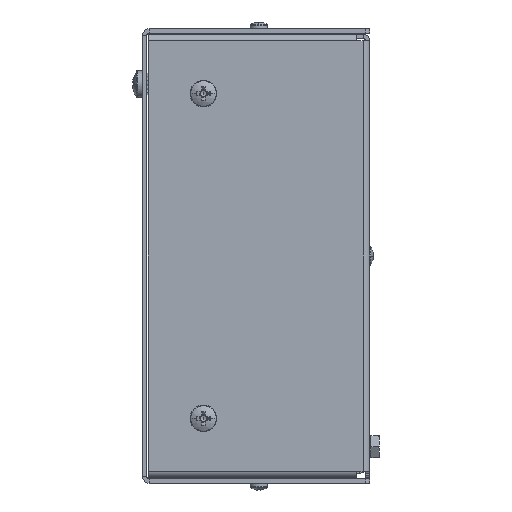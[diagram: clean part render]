
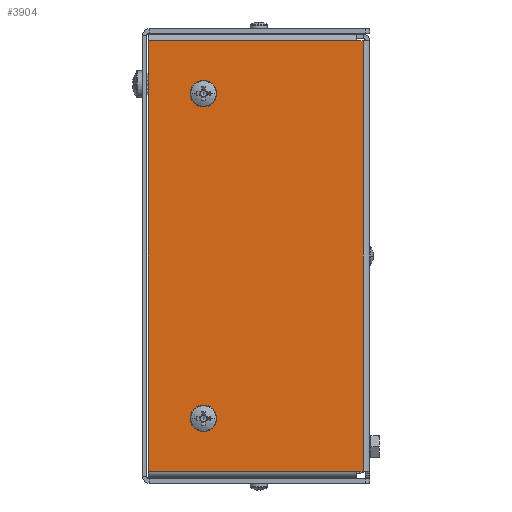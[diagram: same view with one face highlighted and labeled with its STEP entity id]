
A CAD part, left-side view. The second image highlights one B-rep face of the part: STEP entity #3904.
In plain terms, the highlighted planar face has unit normal (-1, 0, 0).
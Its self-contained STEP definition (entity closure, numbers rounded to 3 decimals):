
#30 = ORIENTED_EDGE ( 'NONE', *, *, #8460, .T. ) ;
#39 = CARTESIAN_POINT ( 'NONE',  ( -125., 75., 76.55 ) ) ;
#602 = LINE ( 'NONE', #19084, #21721 ) ;
#659 = VERTEX_POINT ( 'NONE', #17791 ) ;
#668 = EDGE_CURVE ( 'NONE', #5307, #21734, #5669, .T. ) ;
#1068 = ORIENTED_EDGE ( 'NONE', *, *, #668, .F. ) ;
#1602 = AXIS2_PLACEMENT_3D ( 'NONE', #27115, #16051, #13847 ) ;
#2001 = CARTESIAN_POINT ( 'NONE',  ( -125., 75., 69.95 ) ) ;
#2107 = VERTEX_POINT ( 'NONE', #8659 ) ;
#3742 = EDGE_CURVE ( 'NONE', #25408, #20350, #6429, .T. ) ;
#3814 = CARTESIAN_POINT ( 'NONE',  ( -125., 100., 97. ) ) ;
#3904 = ADVANCED_FACE ( 'NONE', ( #11982, #25807, #26521 ), #24339, .F. ) ;
#4376 = DIRECTION ( 'NONE',  ( 0., 0., 1. ) ) ;
#4598 = DIRECTION ( 'NONE',  ( 0., 1., 0. ) ) ;
#4726 = EDGE_LOOP ( 'NONE', ( #19240, #30, #8587, #1068, #14684, #5759 ) ) ;
#4982 = DIRECTION ( 'NONE',  ( 0., 0., 1. ) ) ;
#5147 = DIRECTION ( 'NONE',  ( 0., -1., 0. ) ) ;
#5249 = ORIENTED_EDGE ( 'NONE', *, *, #3742, .F. ) ;
#5282 = DIRECTION ( 'NONE',  ( 0., -1., 0. ) ) ;
#5307 = VERTEX_POINT ( 'NONE', #16357 ) ;
#5669 = LINE ( 'NONE', #6852, #19507 ) ;
#5759 = ORIENTED_EDGE ( 'NONE', *, *, #27123, .T. ) ;
#6336 = CARTESIAN_POINT ( 'NONE',  ( -125., 75., 73.25 ) ) ;
#6429 = CIRCLE ( 'NONE', #7875, 3.3 ) ;
#6852 = CARTESIAN_POINT ( 'NONE',  ( -125., 100., 97. ) ) ;
#7338 = EDGE_CURVE ( 'NONE', #2107, #21404, #18733, .T. ) ;
#7340 = DIRECTION ( 'NONE',  ( 0., 0., -1. ) ) ;
#7669 = VERTEX_POINT ( 'NONE', #25377 ) ;
#7875 = AXIS2_PLACEMENT_3D ( 'NONE', #27944, #23675, #12571 ) ;
#7907 = CIRCLE ( 'NONE', #22052, 3.3 ) ;
#8067 = DIRECTION ( 'NONE',  ( 0., -1., 0. ) ) ;
#8460 = EDGE_CURVE ( 'NONE', #7669, #15123, #28178, .T. ) ;
#8487 = LINE ( 'NONE', #22732, #13677 ) ;
#8587 = ORIENTED_EDGE ( 'NONE', *, *, #23317, .F. ) ;
#8659 = CARTESIAN_POINT ( 'NONE',  ( -125., 75., -69.95 ) ) ;
#9416 = CARTESIAN_POINT ( 'NONE',  ( -125., 3., 97. ) ) ;
#11781 = ORIENTED_EDGE ( 'NONE', *, *, #22613, .F. ) ;
#11982 = FACE_BOUND ( 'NONE', #22902, .T. ) ;
#12571 = DIRECTION ( 'NONE',  ( 0., 0., 1. ) ) ;
#12720 = AXIS2_PLACEMENT_3D ( 'NONE', #13344, #23956, #4598 ) ;
#13344 = CARTESIAN_POINT ( 'NONE',  ( -125., 100., 97. ) ) ;
#13677 = VECTOR ( 'NONE', #18528, 1000. ) ;
#13721 = CARTESIAN_POINT ( 'NONE',  ( -125., 100., -97. ) ) ;
#13847 = DIRECTION ( 'NONE',  ( 0., 0., 1. ) ) ;
#14552 = AXIS2_PLACEMENT_3D ( 'NONE', #6336, #26272, #4376 ) ;
#14684 = ORIENTED_EDGE ( 'NONE', *, *, #27932, .F. ) ;
#15123 = VERTEX_POINT ( 'NONE', #27204 ) ;
#15617 = EDGE_CURVE ( 'NONE', #21404, #2107, #7907, .T. ) ;
#15720 = DIRECTION ( 'NONE',  ( -1., 0., 0. ) ) ;
#16051 = DIRECTION ( 'NONE',  ( -1., 0., 0. ) ) ;
#16264 = CARTESIAN_POINT ( 'NONE',  ( -125., 100., -97. ) ) ;
#16357 = CARTESIAN_POINT ( 'NONE',  ( -125., 6., 97. ) ) ;
#17791 = CARTESIAN_POINT ( 'NONE',  ( -125., 100., -97. ) ) ;
#18332 = ORIENTED_EDGE ( 'NONE', *, *, #15617, .F. ) ;
#18385 = EDGE_LOOP ( 'NONE', ( #11781, #5249 ) ) ;
#18528 = DIRECTION ( 'NONE',  ( 0., 0., -1. ) ) ;
#18733 = CIRCLE ( 'NONE', #1602, 3.3 ) ;
#19084 = CARTESIAN_POINT ( 'NONE',  ( -125., 100., 97. ) ) ;
#19162 = VECTOR ( 'NONE', #5282, 1000. ) ;
#19235 = VERTEX_POINT ( 'NONE', #3814 ) ;
#19240 = ORIENTED_EDGE ( 'NONE', *, *, #28207, .T. ) ;
#19507 = VECTOR ( 'NONE', #22164, 1000. ) ;
#19610 = VECTOR ( 'NONE', #5147, 1000. ) ;
#20041 = VECTOR ( 'NONE', #7340, 1000. ) ;
#20268 = CARTESIAN_POINT ( 'NONE',  ( -125., 75., -73.25 ) ) ;
#20327 = LINE ( 'NONE', #16264, #19610 ) ;
#20350 = VERTEX_POINT ( 'NONE', #39 ) ;
#21404 = VERTEX_POINT ( 'NONE', #28068 ) ;
#21721 = VECTOR ( 'NONE', #8067, 1000. ) ;
#21734 = VERTEX_POINT ( 'NONE', #9416 ) ;
#22052 = AXIS2_PLACEMENT_3D ( 'NONE', #20268, #15720, #4982 ) ;
#22164 = DIRECTION ( 'NONE',  ( 0., -1., 0. ) ) ;
#22276 = CARTESIAN_POINT ( 'NONE',  ( -125., 100., 97. ) ) ;
#22613 = EDGE_CURVE ( 'NONE', #20350, #25408, #28525, .T. ) ;
#22732 = CARTESIAN_POINT ( 'NONE',  ( -125., 3., 97. ) ) ;
#22902 = EDGE_LOOP ( 'NONE', ( #23109, #18332 ) ) ;
#23109 = ORIENTED_EDGE ( 'NONE', *, *, #7338, .F. ) ;
#23317 = EDGE_CURVE ( 'NONE', #21734, #15123, #8487, .T. ) ;
#23675 = DIRECTION ( 'NONE',  ( -1., 0., 0. ) ) ;
#23956 = DIRECTION ( 'NONE',  ( 1., 0., 0. ) ) ;
#24339 = PLANE ( 'NONE',  #12720 ) ;
#25377 = CARTESIAN_POINT ( 'NONE',  ( -125., 6., -97. ) ) ;
#25408 = VERTEX_POINT ( 'NONE', #2001 ) ;
#25807 = FACE_BOUND ( 'NONE', #18385, .T. ) ;
#25928 = LINE ( 'NONE', #22276, #20041 ) ;
#26272 = DIRECTION ( 'NONE',  ( -1., 0., 0. ) ) ;
#26521 = FACE_OUTER_BOUND ( 'NONE', #4726, .T. ) ;
#27115 = CARTESIAN_POINT ( 'NONE',  ( -125., 75., -73.25 ) ) ;
#27123 = EDGE_CURVE ( 'NONE', #19235, #659, #25928, .T. ) ;
#27204 = CARTESIAN_POINT ( 'NONE',  ( -125., 3., -97. ) ) ;
#27932 = EDGE_CURVE ( 'NONE', #19235, #5307, #602, .T. ) ;
#27944 = CARTESIAN_POINT ( 'NONE',  ( -125., 75., 73.25 ) ) ;
#28068 = CARTESIAN_POINT ( 'NONE',  ( -125., 75., -76.55 ) ) ;
#28178 = LINE ( 'NONE', #13721, #19162 ) ;
#28207 = EDGE_CURVE ( 'NONE', #659, #7669, #20327, .T. ) ;
#28525 = CIRCLE ( 'NONE', #14552, 3.3 ) ;
